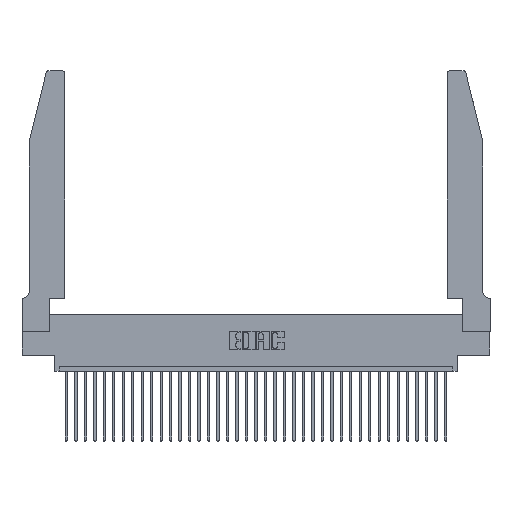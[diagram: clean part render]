
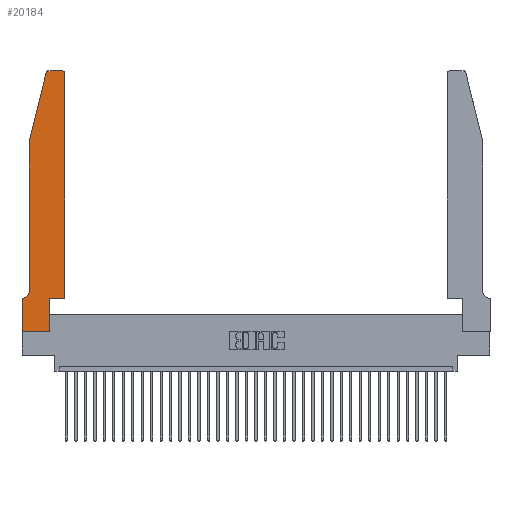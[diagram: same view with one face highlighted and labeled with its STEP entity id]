
A CAD part, top view. The second image highlights one B-rep face of the part: STEP entity #20184.
In plain terms, the highlighted planar face has unit normal (0, 0, 1).
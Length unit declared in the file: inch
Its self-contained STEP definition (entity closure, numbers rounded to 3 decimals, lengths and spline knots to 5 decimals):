
#253 = CARTESIAN_POINT ( 'NONE',  ( 0.284, 2.75, 0.37 ) ) ;
#300 = VECTOR ( 'NONE', #15852, 39.37008 ) ;
#1231 = DIRECTION ( 'NONE',  ( -1., 0., 0. ) ) ;
#1284 = VECTOR ( 'NONE', #11951, 39.37008 ) ;
#1527 = EDGE_CURVE ( 'NONE', #30418, #3928, #31055, .T. ) ;
#1684 = VERTEX_POINT ( 'NONE', #34490 ) ;
#1731 = LINE ( 'NONE', #8447, #1284 ) ;
#1992 = CARTESIAN_POINT ( 'NONE',  ( 0.4505, 0.35, 0.37 ) ) ;
#2407 = DIRECTION ( 'NONE',  ( 1., 0., 0. ) ) ;
#2997 = VECTOR ( 'NONE', #4935, 39.37008 ) ;
#3293 = ORIENTED_EDGE ( 'NONE', *, *, #29042, .T. ) ;
#3510 = DIRECTION ( 'NONE',  ( 0., 0., 1. ) ) ;
#3760 = LINE ( 'NONE', #23987, #300 ) ;
#3928 = VERTEX_POINT ( 'NONE', #31200 ) ;
#4033 = EDGE_CURVE ( 'NONE', #24875, #8369, #29639, .T. ) ;
#4935 = DIRECTION ( 'NONE',  ( 1., 0., 0. ) ) ;
#5007 = CARTESIAN_POINT ( 'NONE',  ( 0.2865, 0., 0.37 ) ) ;
#5296 = LINE ( 'NONE', #24103, #26489 ) ;
#5332 = PLANE ( 'NONE',  #13129 ) ;
#5852 = CARTESIAN_POINT ( 'NONE',  ( 0.284, 2.72, 0.37 ) ) ;
#6318 = LINE ( 'NONE', #8045, #13193 ) ;
#7391 = ORIENTED_EDGE ( 'NONE', *, *, #1527, .T. ) ;
#7429 = VERTEX_POINT ( 'NONE', #5007 ) ;
#7497 = CARTESIAN_POINT ( 'NONE',  ( 0.4505, 0.35, 0.37 ) ) ;
#7847 = CARTESIAN_POINT ( 'NONE',  ( 0., 0.35, 0.37 ) ) ;
#8045 = CARTESIAN_POINT ( 'NONE',  ( 0., 0., 0.37 ) ) ;
#8369 = VERTEX_POINT ( 'NONE', #12869 ) ;
#8447 = CARTESIAN_POINT ( 'NONE',  ( 0.2865, 0.35, 0.37 ) ) ;
#9608 = CARTESIAN_POINT ( 'NONE',  ( 0.4205, 2.72, 0.37 ) ) ;
#9661 = ORIENTED_EDGE ( 'NONE', *, *, #34864, .T. ) ;
#9904 = ORIENTED_EDGE ( 'NONE', *, *, #19677, .T. ) ;
#9909 = DIRECTION ( 'NONE',  ( -1., 0., 0. ) ) ;
#9962 = EDGE_CURVE ( 'NONE', #32480, #35420, #3760, .T. ) ;
#10738 = LINE ( 'NONE', #7497, #31122 ) ;
#10802 = VECTOR ( 'NONE', #1231, 39.37008 ) ;
#11007 = CARTESIAN_POINT ( 'NONE',  ( 0., 0.35, 0.37 ) ) ;
#11269 = CARTESIAN_POINT ( 'NONE',  ( 0.4205, 2.75, 0.37 ) ) ;
#11951 = DIRECTION ( 'NONE',  ( 0., 1., 0. ) ) ;
#12144 = LINE ( 'NONE', #23740, #20393 ) ;
#12309 = DIRECTION ( 'NONE',  ( 1., 0., 0. ) ) ;
#12559 = CARTESIAN_POINT ( 'NONE',  ( 0.4505, 2.72, 0.37 ) ) ;
#12869 = CARTESIAN_POINT ( 'NONE',  ( 0.25487, 2.72718, 0.37 ) ) ;
#12970 = EDGE_CURVE ( 'NONE', #19264, #7429, #30765, .T. ) ;
#13109 = VERTEX_POINT ( 'NONE', #34142 ) ;
#13129 = AXIS2_PLACEMENT_3D ( 'NONE', #11007, #18984, #2407 ) ;
#13193 = VECTOR ( 'NONE', #21477, 39.37008 ) ;
#14985 = ORIENTED_EDGE ( 'NONE', *, *, #12970, .T. ) ;
#15852 = DIRECTION ( 'NONE',  ( 0., 1., 0. ) ) ;
#16754 = CARTESIAN_POINT ( 'NONE',  ( 0.0755, 2., 0.37 ) ) ;
#16973 = CIRCLE ( 'NONE', #33524, 0.03 ) ;
#17711 = EDGE_CURVE ( 'NONE', #3928, #25247, #32905, .T. ) ;
#17842 = DIRECTION ( 'NONE',  ( 0., 0., 1. ) ) ;
#18163 = CARTESIAN_POINT ( 'NONE',  ( 0., 0., 0.37 ) ) ;
#18938 = AXIS2_PLACEMENT_3D ( 'NONE', #5852, #3510, #31151 ) ;
#18984 = DIRECTION ( 'NONE',  ( 0., 0., 1. ) ) ;
#19264 = VERTEX_POINT ( 'NONE', #18163 ) ;
#19677 = EDGE_CURVE ( 'NONE', #25247, #19264, #6318, .T. ) ;
#20184 = ADVANCED_FACE ( 'NONE', ( #22720 ), #5332, .T. ) ;
#20376 = ORIENTED_EDGE ( 'NONE', *, *, #33630, .T. ) ;
#20393 = VECTOR ( 'NONE', #9909, 39.37008 ) ;
#21477 = DIRECTION ( 'NONE',  ( 0., -1., 0. ) ) ;
#22720 = FACE_OUTER_BOUND ( 'NONE', #27539, .T. ) ;
#23590 = LINE ( 'NONE', #16754, #27914 ) ;
#23717 = ORIENTED_EDGE ( 'NONE', *, *, #9962, .T. ) ;
#23740 = CARTESIAN_POINT ( 'NONE',  ( 0.2605, 2.75, 0.37 ) ) ;
#23987 = CARTESIAN_POINT ( 'NONE',  ( 0.4505, 0.35, 0.37 ) ) ;
#24103 = CARTESIAN_POINT ( 'NONE',  ( 0.0755, 2., 0.37 ) ) ;
#24135 = DIRECTION ( 'NONE',  ( 0., 0., -1. ) ) ;
#24875 = VERTEX_POINT ( 'NONE', #253 ) ;
#24983 = DIRECTION ( 'NONE',  ( -0.239, -0.971, 0. ) ) ;
#25247 = VERTEX_POINT ( 'NONE', #7847 ) ;
#26489 = VECTOR ( 'NONE', #35011, 39.37008 ) ;
#26893 = EDGE_CURVE ( 'NONE', #8369, #1684, #23590, .T. ) ;
#27453 = VERTEX_POINT ( 'NONE', #11269 ) ;
#27539 = EDGE_LOOP ( 'NONE', ( #9661, #32045, #31740, #20376, #7391, #28888, #9904, #14985, #3293, #33028, #23717, #33168 ) ) ;
#27914 = VECTOR ( 'NONE', #24983, 39.37008 ) ;
#28061 = EDGE_CURVE ( 'NONE', #35420, #27453, #16973, .T. ) ;
#28619 = CARTESIAN_POINT ( 'NONE',  ( 0.0755, 0.35, 0.37 ) ) ;
#28668 = AXIS2_PLACEMENT_3D ( 'NONE', #34693, #24135, #29703 ) ;
#28888 = ORIENTED_EDGE ( 'NONE', *, *, #17711, .T. ) ;
#29042 = EDGE_CURVE ( 'NONE', #7429, #13109, #1731, .T. ) ;
#29639 = CIRCLE ( 'NONE', #18938, 0.03 ) ;
#29703 = DIRECTION ( 'NONE',  ( -1., 0., 0. ) ) ;
#29869 = CARTESIAN_POINT ( 'NONE',  ( 0., 0., 0.37 ) ) ;
#30418 = VERTEX_POINT ( 'NONE', #33694 ) ;
#30715 = EDGE_CURVE ( 'NONE', #13109, #32480, #10738, .T. ) ;
#30765 = LINE ( 'NONE', #29869, #2997 ) ;
#31055 = CIRCLE ( 'NONE', #28668, 0.07 ) ;
#31122 = VECTOR ( 'NONE', #34892, 39.37008 ) ;
#31151 = DIRECTION ( 'NONE',  ( 1., 0., 0. ) ) ;
#31200 = CARTESIAN_POINT ( 'NONE',  ( 0.0055, 0.35, 0.37 ) ) ;
#31740 = ORIENTED_EDGE ( 'NONE', *, *, #26893, .T. ) ;
#32045 = ORIENTED_EDGE ( 'NONE', *, *, #4033, .T. ) ;
#32480 = VERTEX_POINT ( 'NONE', #1992 ) ;
#32905 = LINE ( 'NONE', #28619, #10802 ) ;
#33028 = ORIENTED_EDGE ( 'NONE', *, *, #30715, .T. ) ;
#33168 = ORIENTED_EDGE ( 'NONE', *, *, #28061, .T. ) ;
#33524 = AXIS2_PLACEMENT_3D ( 'NONE', #9608, #17842, #12309 ) ;
#33630 = EDGE_CURVE ( 'NONE', #1684, #30418, #5296, .T. ) ;
#33694 = CARTESIAN_POINT ( 'NONE',  ( 0.0755, 0.42, 0.37 ) ) ;
#34142 = CARTESIAN_POINT ( 'NONE',  ( 0.2865, 0.35, 0.37 ) ) ;
#34490 = CARTESIAN_POINT ( 'NONE',  ( 0.0755, 2., 0.37 ) ) ;
#34693 = CARTESIAN_POINT ( 'NONE',  ( 0.0055, 0.42, 0.37 ) ) ;
#34864 = EDGE_CURVE ( 'NONE', #27453, #24875, #12144, .T. ) ;
#34892 = DIRECTION ( 'NONE',  ( 1., 0., 0. ) ) ;
#35011 = DIRECTION ( 'NONE',  ( 0., -1., 0. ) ) ;
#35420 = VERTEX_POINT ( 'NONE', #12559 ) ;
